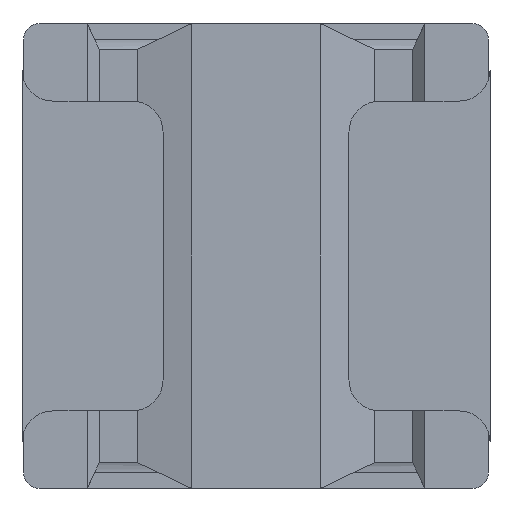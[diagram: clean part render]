
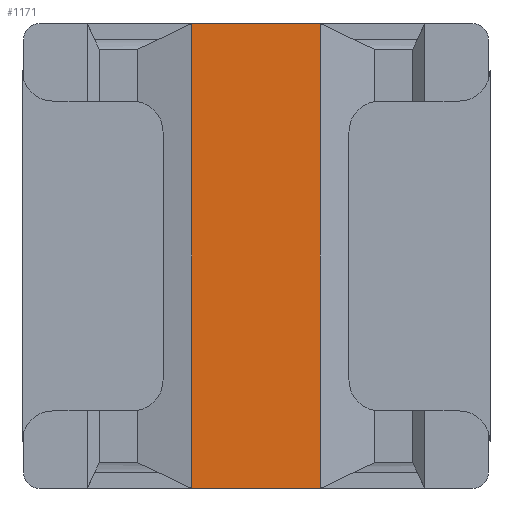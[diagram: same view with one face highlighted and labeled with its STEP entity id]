
A CAD part, front view. The second image highlights one B-rep face of the part: STEP entity #1171.
In plain terms, the highlighted planar face has unit normal (0, -1, 0).
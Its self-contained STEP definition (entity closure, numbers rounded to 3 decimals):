
#270 = ORIENTED_EDGE ( 'NONE', *, *, #1267, .F. ) ;
#272 = DIRECTION ( 'NONE',  ( 0., 0., 1. ) ) ;
#321 = LINE ( 'NONE', #2898, #3456 ) ;
#337 = FACE_OUTER_BOUND ( 'NONE', #4067, .T. ) ;
#473 = LINE ( 'NONE', #3534, #1959 ) ;
#499 = CARTESIAN_POINT ( 'NONE',  ( -0.415, 0., -1.5 ) ) ;
#784 = VERTEX_POINT ( 'NONE', #1885 ) ;
#857 = ORIENTED_EDGE ( 'NONE', *, *, #2457, .F. ) ;
#868 = CARTESIAN_POINT ( 'NONE',  ( 0.415, 0., -1.5 ) ) ;
#897 = PLANE ( 'NONE',  #3565 ) ;
#1131 = VERTEX_POINT ( 'NONE', #2126 ) ;
#1171 = ADVANCED_FACE ( 'NONE', ( #337 ), #897, .F. ) ;
#1267 = EDGE_CURVE ( 'NONE', #2788, #3286, #473, .T. ) ;
#1492 = EDGE_CURVE ( 'NONE', #784, #1131, #1643, .T. ) ;
#1531 = ORIENTED_EDGE ( 'NONE', *, *, #1492, .T. ) ;
#1639 = DIRECTION ( 'NONE',  ( 1., 0., 0. ) ) ;
#1643 = LINE ( 'NONE', #868, #4061 ) ;
#1756 = DIRECTION ( 'NONE',  ( -1., 0., 0. ) ) ;
#1862 = LINE ( 'NONE', #3953, #3503 ) ;
#1885 = CARTESIAN_POINT ( 'NONE',  ( 0.415, 0., -1.5 ) ) ;
#1959 = VECTOR ( 'NONE', #1990, 1000. ) ;
#1990 = DIRECTION ( 'NONE',  ( 0., 0., 1. ) ) ;
#2126 = CARTESIAN_POINT ( 'NONE',  ( 0.415, 0., 1.5 ) ) ;
#2152 = DIRECTION ( 'NONE',  ( 0., 1., 0. ) ) ;
#2457 = EDGE_CURVE ( 'NONE', #784, #2788, #1862, .T. ) ;
#2584 = EDGE_CURVE ( 'NONE', #3286, #1131, #321, .T. ) ;
#2755 = DIRECTION ( 'NONE',  ( 0., 0., 1. ) ) ;
#2788 = VERTEX_POINT ( 'NONE', #499 ) ;
#2898 = CARTESIAN_POINT ( 'NONE',  ( -0.415, 0., 1.5 ) ) ;
#3053 = CARTESIAN_POINT ( 'NONE',  ( -0.415, 0., 1.5 ) ) ;
#3238 = ORIENTED_EDGE ( 'NONE', *, *, #2584, .F. ) ;
#3286 = VERTEX_POINT ( 'NONE', #3053 ) ;
#3456 = VECTOR ( 'NONE', #1639, 1000. ) ;
#3503 = VECTOR ( 'NONE', #1756, 1000. ) ;
#3534 = CARTESIAN_POINT ( 'NONE',  ( -0.415, 0., -1.5 ) ) ;
#3565 = AXIS2_PLACEMENT_3D ( 'NONE', #4024, #2152, #272 ) ;
#3953 = CARTESIAN_POINT ( 'NONE',  ( -0.415, 0., -1.5 ) ) ;
#4024 = CARTESIAN_POINT ( 'NONE',  ( 0., 0., 0. ) ) ;
#4061 = VECTOR ( 'NONE', #2755, 1000. ) ;
#4067 = EDGE_LOOP ( 'NONE', ( #857, #1531, #3238, #270 ) ) ;
